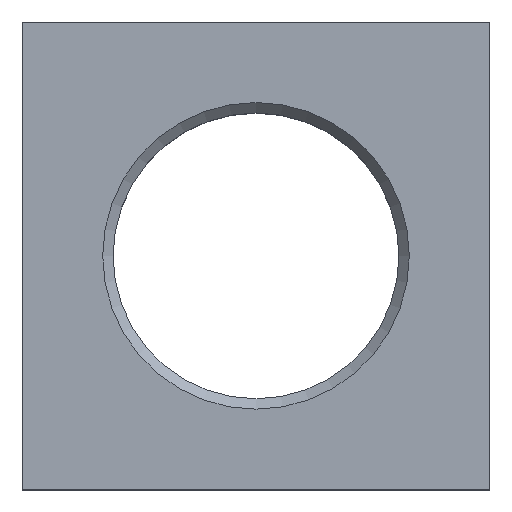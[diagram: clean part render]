
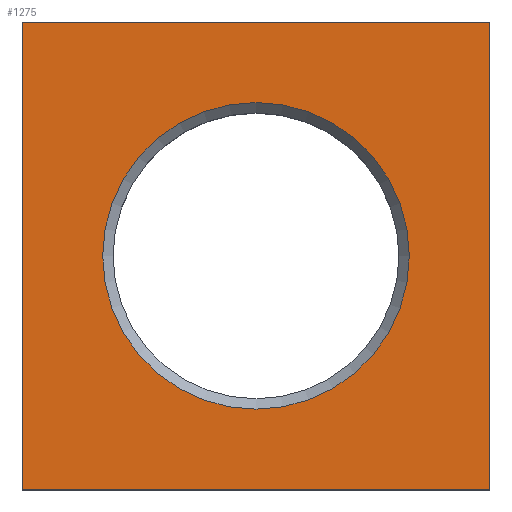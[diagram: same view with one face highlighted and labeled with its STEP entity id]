
A CAD part, top view. The second image highlights one B-rep face of the part: STEP entity #1275.
In plain terms, the highlighted planar face has unit normal (0, 0, 1).
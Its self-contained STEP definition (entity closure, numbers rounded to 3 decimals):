
#23=CIRCLE('',#1370,2.95);
#35=ORIENTED_EDGE('',*,*,#386,.T.);
#36=ORIENTED_EDGE('',*,*,#387,.T.);
#37=ORIENTED_EDGE('',*,*,#388,.T.);
#38=ORIENTED_EDGE('',*,*,#389,.T.);
#39=ORIENTED_EDGE('',*,*,#390,.F.);
#386=EDGE_CURVE('',#561,#562,#670,.T.);
#387=EDGE_CURVE('',#562,#563,#671,.T.);
#388=EDGE_CURVE('',#563,#564,#672,.T.);
#389=EDGE_CURVE('',#564,#561,#673,.T.);
#390=EDGE_CURVE('',#565,#565,#23,.T.);
#561=VERTEX_POINT('',#1814);
#562=VERTEX_POINT('',#1815);
#563=VERTEX_POINT('',#1817);
#564=VERTEX_POINT('',#1819);
#565=VERTEX_POINT('',#1822);
#670=LINE('',#1813,#842);
#671=LINE('',#1816,#843);
#672=LINE('',#1818,#844);
#673=LINE('',#1820,#845);
#842=VECTOR('',#1467,1000.);
#843=VECTOR('',#1468,1000.);
#844=VECTOR('',#1469,1000.);
#845=VECTOR('',#1470,1000.);
#1009=EDGE_LOOP('',(#35,#36,#37,#38));
#1010=EDGE_LOOP('',(#39));
#1103=FACE_BOUND('',#1009,.T.);
#1104=FACE_BOUND('',#1010,.T.);
#1197=PLANE('',#1369);
#1275=ADVANCED_FACE('',(#1103,#1104),#1197,.T.);
#1369=AXIS2_PLACEMENT_3D('',#1812,#1465,#1466);
#1370=AXIS2_PLACEMENT_3D('',#1821,#1471,#1472);
#1465=DIRECTION('',(0.,0.,1.));
#1466=DIRECTION('',(1.,0.,0.));
#1467=DIRECTION('',(0.,-1.,0.));
#1468=DIRECTION('',(1.,0.,0.));
#1469=DIRECTION('',(0.,1.,0.));
#1470=DIRECTION('',(-1.,0.,0.));
#1471=DIRECTION('',(0.,0.,1.));
#1472=DIRECTION('',(1.,0.,0.));
#1812=CARTESIAN_POINT('',(-4.5,-4.5,3.1));
#1813=CARTESIAN_POINT('',(-4.5,4.5,3.1));
#1814=CARTESIAN_POINT('',(-4.5,4.5,3.1));
#1815=CARTESIAN_POINT('',(-4.5,-4.5,3.1));
#1816=CARTESIAN_POINT('',(-4.5,-4.5,3.1));
#1817=CARTESIAN_POINT('',(4.5,-4.5,3.1));
#1818=CARTESIAN_POINT('',(4.5,-4.5,3.1));
#1819=CARTESIAN_POINT('',(4.5,4.5,3.1));
#1820=CARTESIAN_POINT('',(4.5,4.5,3.1));
#1821=CARTESIAN_POINT('',(0.,0.,3.1));
#1822=CARTESIAN_POINT('',(2.95,0.,3.1));
